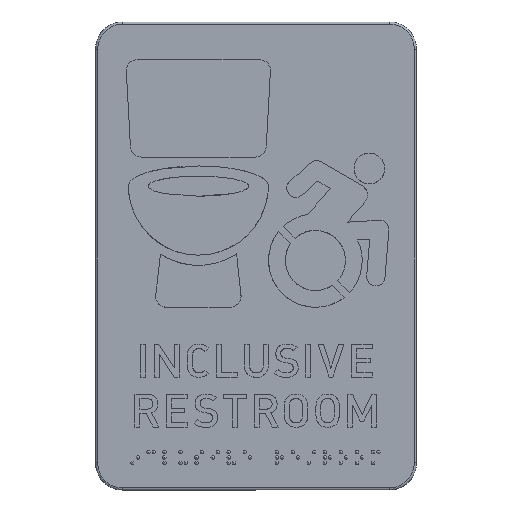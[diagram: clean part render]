
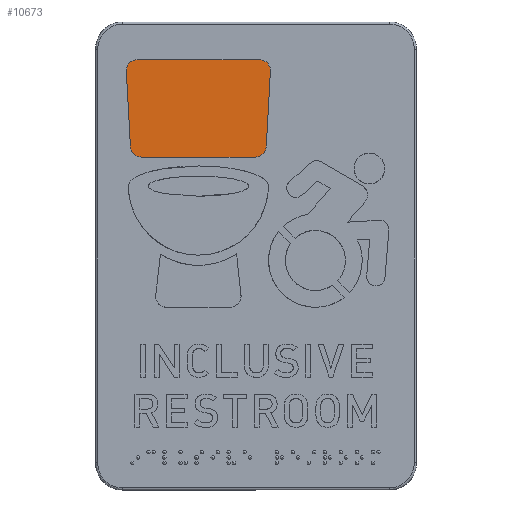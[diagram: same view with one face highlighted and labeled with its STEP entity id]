
A CAD part, top view. The second image highlights one B-rep face of the part: STEP entity #10673.
In plain terms, the highlighted planar face has unit normal (0, 0, 1).
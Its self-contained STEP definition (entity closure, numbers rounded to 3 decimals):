
#996=B_SPLINE_CURVE_WITH_KNOTS('',3,(#19159,#19160,#19161,#19162),
 .UNSPECIFIED.,.F.,.F.,(4,4),(-523.154,-522.154),
 .UNSPECIFIED.);
#997=B_SPLINE_CURVE_WITH_KNOTS('',3,(#19166,#19167,#19168,#19169),
 .UNSPECIFIED.,.F.,.F.,(4,4),(-420.937,-419.937),
 .UNSPECIFIED.);
#998=B_SPLINE_CURVE_WITH_KNOTS('',3,(#19173,#19174,#19175,#19176),
 .UNSPECIFIED.,.F.,.F.,(4,4),(-256.06,-255.06),
 .UNSPECIFIED.);
#999=B_SPLINE_CURVE_WITH_KNOTS('',3,(#19180,#19181,#19182,#19183),
 .UNSPECIFIED.,.F.,.F.,(4,4),(-153.842,-152.842),.UNSPECIFIED.);
#1389=FACE_OUTER_BOUND('',#2101,.T.);
#2101=EDGE_LOOP('',(#9084,#9085,#9086,#9087,#9088,#9089,#9090,#9091));
#3148=LINE('',#19164,#4147);
#3149=LINE('',#19171,#4148);
#3150=LINE('',#19178,#4149);
#3151=LINE('',#19184,#4150);
#4147=VECTOR('',#13368,10.);
#4148=VECTOR('',#13369,10.);
#4149=VECTOR('',#13370,10.);
#4150=VECTOR('',#13371,10.);
#5212=VERTEX_POINT('',#19157);
#5213=VERTEX_POINT('',#19158);
#5214=VERTEX_POINT('',#19163);
#5215=VERTEX_POINT('',#19165);
#5216=VERTEX_POINT('',#19170);
#5217=VERTEX_POINT('',#19172);
#5218=VERTEX_POINT('',#19177);
#5219=VERTEX_POINT('',#19179);
#6621=EDGE_CURVE('',#5212,#5213,#996,.T.);
#6622=EDGE_CURVE('',#5213,#5214,#3148,.T.);
#6623=EDGE_CURVE('',#5214,#5215,#997,.T.);
#6624=EDGE_CURVE('',#5215,#5216,#3149,.T.);
#6625=EDGE_CURVE('',#5216,#5217,#998,.T.);
#6626=EDGE_CURVE('',#5217,#5218,#3150,.T.);
#6627=EDGE_CURVE('',#5218,#5219,#999,.T.);
#6628=EDGE_CURVE('',#5219,#5212,#3151,.T.);
#9084=ORIENTED_EDGE('',*,*,#6621,.T.);
#9085=ORIENTED_EDGE('',*,*,#6622,.T.);
#9086=ORIENTED_EDGE('',*,*,#6623,.T.);
#9087=ORIENTED_EDGE('',*,*,#6624,.T.);
#9088=ORIENTED_EDGE('',*,*,#6625,.T.);
#9089=ORIENTED_EDGE('',*,*,#6626,.T.);
#9090=ORIENTED_EDGE('',*,*,#6627,.T.);
#9091=ORIENTED_EDGE('',*,*,#6628,.T.);
#10228=PLANE('',#11357);
#10673=ADVANCED_FACE('',(#1389),#10228,.T.);
#11357=AXIS2_PLACEMENT_3D('',#19156,#13366,#13367);
#13366=DIRECTION('center_axis',(0.,0.,1.));
#13367=DIRECTION('ref_axis',(1.,0.,0.));
#13368=DIRECTION('',(0.055,0.999,0.));
#13369=DIRECTION('',(-1.,0.,0.));
#13370=DIRECTION('',(0.055,-0.999,0.));
#13371=DIRECTION('',(1.,0.,0.));
#19156=CARTESIAN_POINT('Origin',(104.416,101.064,1.));
#19157=CARTESIAN_POINT('',(75.784,164.442,1.));
#19158=CARTESIAN_POINT('',(81.104,169.762,1.));
#19159=CARTESIAN_POINT('Ctrl Pts',(75.784,164.442,1.));
#19160=CARTESIAN_POINT('Ctrl Pts',(78.736,164.442,1.));
#19161=CARTESIAN_POINT('Ctrl Pts',(81.104,166.842,1.));
#19162=CARTESIAN_POINT('Ctrl Pts',(81.104,169.762,1.));
#19163=CARTESIAN_POINT('',(83.051,205.416,1.));
#19164=CARTESIAN_POINT('',(81.104,169.762,1.));
#19165=CARTESIAN_POINT('',(77.73,210.737,1.));
#19166=CARTESIAN_POINT('Ctrl Pts',(83.051,205.416,1.));
#19167=CARTESIAN_POINT('Ctrl Pts',(83.051,208.336,1.));
#19168=CARTESIAN_POINT('Ctrl Pts',(80.683,210.737,1.));
#19169=CARTESIAN_POINT('Ctrl Pts',(77.73,210.737,1.));
#19170=CARTESIAN_POINT('',(19.918,210.737,1.));
#19171=CARTESIAN_POINT('',(77.73,210.737,1.));
#19172=CARTESIAN_POINT('',(14.598,205.416,1.));
#19173=CARTESIAN_POINT('Ctrl Pts',(19.918,210.737,1.));
#19174=CARTESIAN_POINT('Ctrl Pts',(16.998,210.737,1.));
#19175=CARTESIAN_POINT('Ctrl Pts',(14.598,208.369,1.));
#19176=CARTESIAN_POINT('Ctrl Pts',(14.598,205.416,1.));
#19177=CARTESIAN_POINT('',(16.544,169.762,1.));
#19178=CARTESIAN_POINT('',(14.598,205.416,1.));
#19179=CARTESIAN_POINT('',(21.864,164.442,1.));
#19180=CARTESIAN_POINT('Ctrl Pts',(16.544,169.762,1.));
#19181=CARTESIAN_POINT('Ctrl Pts',(16.544,166.842,1.));
#19182=CARTESIAN_POINT('Ctrl Pts',(18.912,164.442,1.));
#19183=CARTESIAN_POINT('Ctrl Pts',(21.864,164.442,1.));
#19184=CARTESIAN_POINT('',(21.864,164.442,1.));
